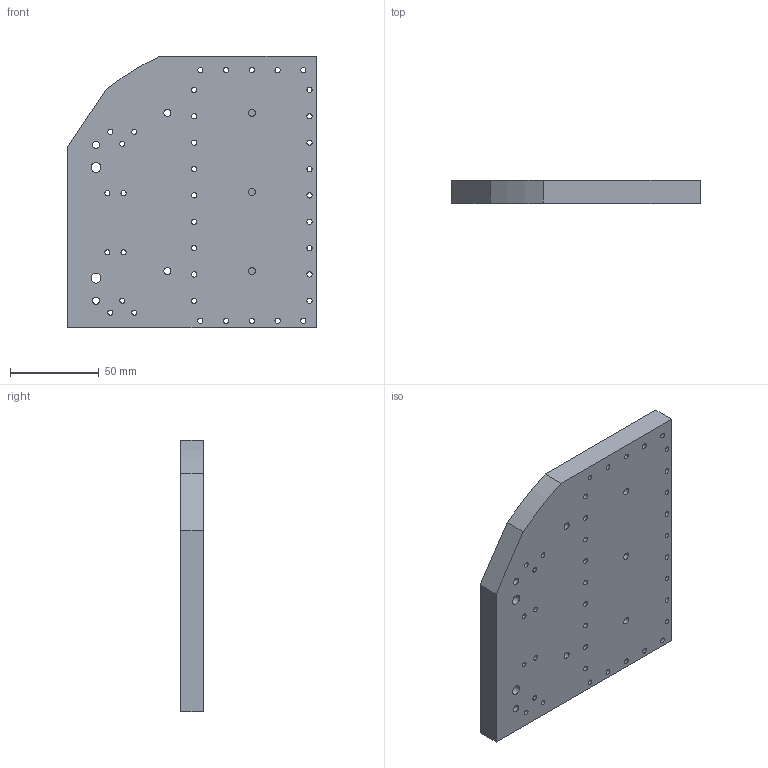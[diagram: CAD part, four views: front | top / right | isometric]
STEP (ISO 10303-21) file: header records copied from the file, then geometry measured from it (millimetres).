
FILE_DESCRIPTION(/* description */ (''),/* implementation_level */ '2;1');
FILE_NAME(/* name */ 'Base Plate Mk 2.stp',/* time_stamp */ '2017-05-28T15:27:49-05:00',/* author */ ('qupec'),/* organization */ (''),/* preprocessor_version */ 'ST-DEVELOPER v16.5',/* originating_system */ 'Autodesk Inventor 2017',/* authorisation */ '');
FILE_SCHEMA (('AUTOMOTIVE_DESIGN { 1 0 10303 214 3 1 1 }'));
Length unit declared in the file: inch
Products named in the file (1): Base Plate Mk 2
Bounding box: 139.7 x 12.7 x 152.4 mm (x, y, z)
Volume: 252893.6 mm3; surface area: 52803.7 mm2
Topology: 1 solids, 1 shells, 58 faces, 165 edges, 112 vertices
Faces by surface type: cylinder 48, plane 10
Full cylindrical faces by diameter (mm): 2.845 x10, 2.946 x28, 3.962 x7, 5.588 x2
Entity records: 1885 total; most frequent: DIRECTION 326, CARTESIAN_POINT 277, ORIENTED_EDGE 224, EDGE_LOOP 196, AXIS2_PLACEMENT_3D 155, FACE_BOUND 138, EDGE_CURVE 112, VERTEX_POINT 106
